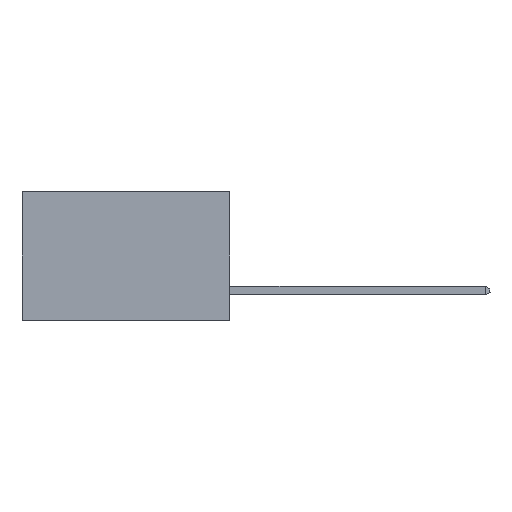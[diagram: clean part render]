
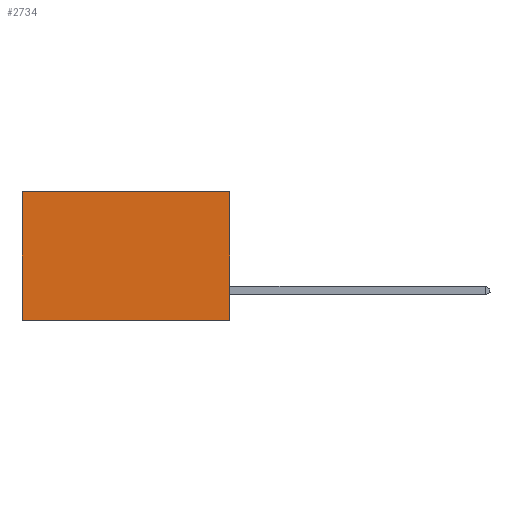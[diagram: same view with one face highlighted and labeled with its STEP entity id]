
A CAD part, left-side view. The second image highlights one B-rep face of the part: STEP entity #2734.
In plain terms, the highlighted planar face has unit normal (-1, 0, 0).
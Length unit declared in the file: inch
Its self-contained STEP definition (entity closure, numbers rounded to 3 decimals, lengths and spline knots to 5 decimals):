
#24 = DIRECTION ( 'NONE',  ( 0., 1., 0. ) ) ;
#379 = CARTESIAN_POINT ( 'NONE',  ( 0.298, 0., -0.37 ) ) ;
#500 = ORIENTED_EDGE ( 'NONE', *, *, #9869, .T. ) ;
#519 = VECTOR ( 'NONE', #2398, 39.37008 ) ;
#611 = ORIENTED_EDGE ( 'NONE', *, *, #957, .T. ) ;
#810 = PLANE ( 'NONE',  #1467 ) ;
#957 = EDGE_CURVE ( 'NONE', #1442, #3049, #6079, .T. ) ;
#960 = DIRECTION ( 'NONE',  ( 0., 0., -1. ) ) ;
#1442 = VERTEX_POINT ( 'NONE', #3963 ) ;
#1467 = AXIS2_PLACEMENT_3D ( 'NONE', #5670, #11405, #960 ) ;
#1490 = VERTEX_POINT ( 'NONE', #2956 ) ;
#2398 = DIRECTION ( 'NONE',  ( 0., 0., -1. ) ) ;
#2734 = ADVANCED_FACE ( 'NONE', ( #3605 ), #810, .F. ) ;
#2956 = CARTESIAN_POINT ( 'NONE',  ( 0.298, 0., 0. ) ) ;
#3049 = VERTEX_POINT ( 'NONE', #12043 ) ;
#3318 = VERTEX_POINT ( 'NONE', #379 ) ;
#3409 = VECTOR ( 'NONE', #24, 39.37008 ) ;
#3497 = VECTOR ( 'NONE', #4918, 39.37008 ) ;
#3605 = FACE_OUTER_BOUND ( 'NONE', #4751, .T. ) ;
#3680 = CARTESIAN_POINT ( 'NONE',  ( 0.298, 0.6, 0. ) ) ;
#3752 = CARTESIAN_POINT ( 'NONE',  ( 0.298, 0., -0.37 ) ) ;
#3963 = CARTESIAN_POINT ( 'NONE',  ( 0.298, 0.6, 0. ) ) ;
#3996 = LINE ( 'NONE', #3752, #3409 ) ;
#4528 = EDGE_CURVE ( 'NONE', #3318, #3049, #3996, .T. ) ;
#4751 = EDGE_LOOP ( 'NONE', ( #611, #11293, #5100, #500 ) ) ;
#4918 = DIRECTION ( 'NONE',  ( 0., 1., 0. ) ) ;
#5100 = ORIENTED_EDGE ( 'NONE', *, *, #6875, .F. ) ;
#5670 = CARTESIAN_POINT ( 'NONE',  ( 0.298, 0., 0. ) ) ;
#6079 = LINE ( 'NONE', #3680, #12190 ) ;
#6718 = CARTESIAN_POINT ( 'NONE',  ( 0.298, 0., 0. ) ) ;
#6875 = EDGE_CURVE ( 'NONE', #1490, #3318, #11226, .T. ) ;
#9393 = DIRECTION ( 'NONE',  ( 0., 0., -1. ) ) ;
#9869 = EDGE_CURVE ( 'NONE', #1490, #1442, #12261, .T. ) ;
#11226 = LINE ( 'NONE', #11782, #519 ) ;
#11293 = ORIENTED_EDGE ( 'NONE', *, *, #4528, .F. ) ;
#11405 = DIRECTION ( 'NONE',  ( 1., 0., 0. ) ) ;
#11782 = CARTESIAN_POINT ( 'NONE',  ( 0.298, 0., 0. ) ) ;
#12043 = CARTESIAN_POINT ( 'NONE',  ( 0.298, 0.6, -0.37 ) ) ;
#12190 = VECTOR ( 'NONE', #9393, 39.37008 ) ;
#12261 = LINE ( 'NONE', #6718, #3497 ) ;
